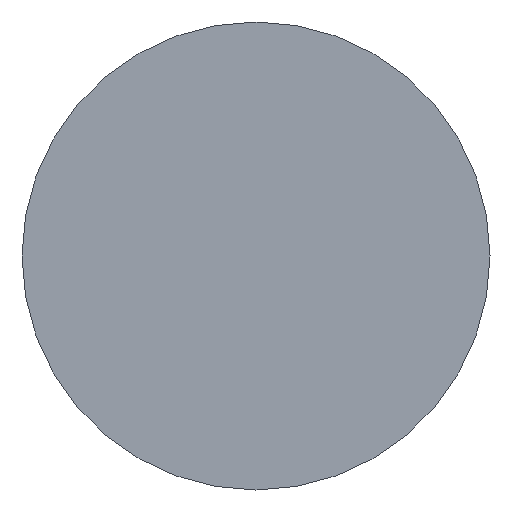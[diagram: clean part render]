
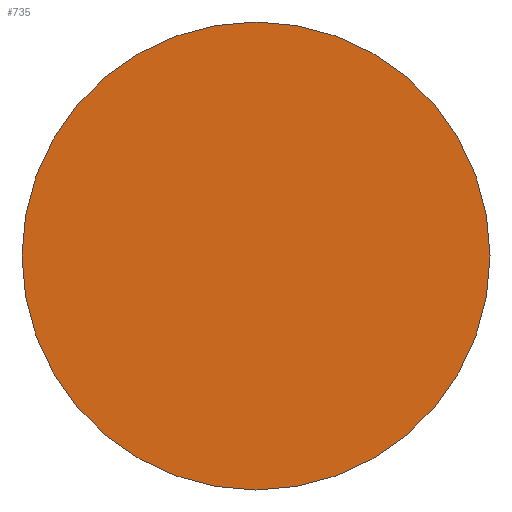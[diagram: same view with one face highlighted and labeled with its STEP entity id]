
A CAD part, front view. The second image highlights one B-rep face of the part: STEP entity #735.
In plain terms, the highlighted planar face has unit normal (0, -1, 0).
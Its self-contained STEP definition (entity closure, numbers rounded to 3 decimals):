
#80=FACE_OUTER_BOUND('',#124,.T.);
#124=EDGE_LOOP('',(#551));
#254=CIRCLE('',#825,9.5);
#333=VERTEX_POINT('',#1288);
#422=EDGE_CURVE('',#333,#333,#254,.T.);
#551=ORIENTED_EDGE('',*,*,#422,.F.);
#700=PLANE('',#824);
#735=ADVANCED_FACE('',(#80),#700,.F.);
#824=AXIS2_PLACEMENT_3D('',#1287,#995,#996);
#825=AXIS2_PLACEMENT_3D('',#1289,#997,#998);
#995=DIRECTION('center_axis',(0.,1.,0.));
#996=DIRECTION('ref_axis',(0.,0.,1.));
#997=DIRECTION('center_axis',(0.,1.,0.));
#998=DIRECTION('ref_axis',(0.,0.,1.));
#1287=CARTESIAN_POINT('Origin',(0.,0.,0.));
#1288=CARTESIAN_POINT('',(0.,0.,-9.5));
#1289=CARTESIAN_POINT('Origin',(0.,0.,0.));
